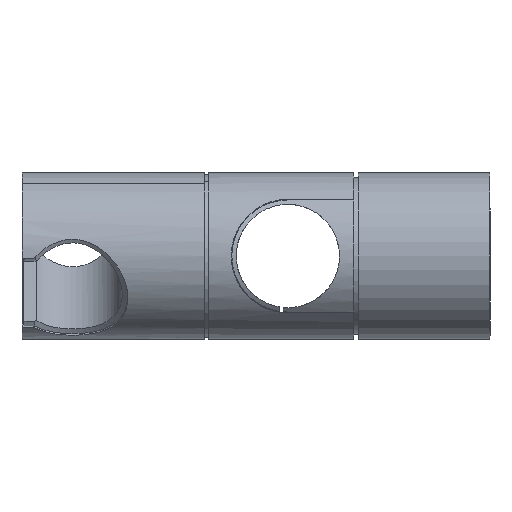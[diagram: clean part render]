
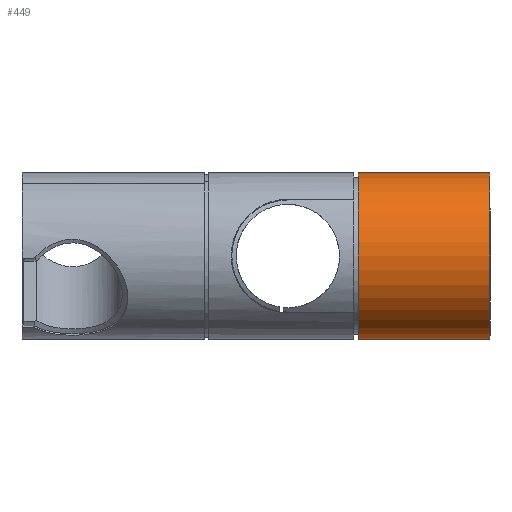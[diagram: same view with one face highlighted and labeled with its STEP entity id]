
A CAD part, front view. The second image highlights one B-rep face of the part: STEP entity #449.
In plain terms, the highlighted cylindrical face has radius 19 mm (diameter 38 mm), a partial arc.
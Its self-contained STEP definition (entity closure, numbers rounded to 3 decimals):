
#205 = DIRECTION ( 'NONE',  ( 0., 1., 0. ) ) ;
#449 = ADVANCED_FACE ( 'NONE', ( #2210 ), #3525, .T. ) ;
#529 = CIRCLE ( 'NONE', #992, 19. ) ;
#560 = CARTESIAN_POINT ( 'NONE',  ( 0., -30., 19. ) ) ;
#707 = CARTESIAN_POINT ( 'NONE',  ( 0., 0., 0. ) ) ;
#760 = CIRCLE ( 'NONE', #3116, 19. ) ;
#992 = AXIS2_PLACEMENT_3D ( 'NONE', #707, #1836, #1591 ) ;
#1062 = LINE ( 'NONE', #3489, #2503 ) ;
#1214 = EDGE_CURVE ( 'NONE', #2571, #2258, #760, .T. ) ;
#1350 = DIRECTION ( 'NONE',  ( 0., 1., 0. ) ) ;
#1396 = VECTOR ( 'NONE', #3443, 1000. ) ;
#1548 = ORIENTED_EDGE ( 'NONE', *, *, #2484, .F. ) ;
#1578 = DIRECTION ( 'NONE',  ( 0., 0., 1. ) ) ;
#1591 = DIRECTION ( 'NONE',  ( 0., 0., 1. ) ) ;
#1735 = EDGE_LOOP ( 'NONE', ( #2069, #2551, #1548, #2520 ) ) ;
#1836 = DIRECTION ( 'NONE',  ( 0., 1., 0. ) ) ;
#1843 = CARTESIAN_POINT ( 'NONE',  ( 0., -30., -19. ) ) ;
#1970 = EDGE_CURVE ( 'NONE', #2571, #3198, #1062, .T. ) ;
#2057 = LINE ( 'NONE', #1843, #1396 ) ;
#2069 = ORIENTED_EDGE ( 'NONE', *, *, #1214, .T. ) ;
#2170 = DIRECTION ( 'NONE',  ( 0., 1., 0. ) ) ;
#2210 = FACE_OUTER_BOUND ( 'NONE', #1735, .T. ) ;
#2253 = CARTESIAN_POINT ( 'NONE',  ( 0., -30., -19. ) ) ;
#2258 = VERTEX_POINT ( 'NONE', #2253 ) ;
#2301 = AXIS2_PLACEMENT_3D ( 'NONE', #2973, #1350, #2460 ) ;
#2398 = CARTESIAN_POINT ( 'NONE',  ( 0., -30., 0. ) ) ;
#2460 = DIRECTION ( 'NONE',  ( 0., 0., 1. ) ) ;
#2484 = EDGE_CURVE ( 'NONE', #3198, #3387, #529, .T. ) ;
#2503 = VECTOR ( 'NONE', #205, 1000. ) ;
#2520 = ORIENTED_EDGE ( 'NONE', *, *, #1970, .F. ) ;
#2551 = ORIENTED_EDGE ( 'NONE', *, *, #2933, .T. ) ;
#2571 = VERTEX_POINT ( 'NONE', #560 ) ;
#2573 = CARTESIAN_POINT ( 'NONE',  ( 0., 0., -19. ) ) ;
#2637 = CARTESIAN_POINT ( 'NONE',  ( 0., 0., 19. ) ) ;
#2933 = EDGE_CURVE ( 'NONE', #2258, #3387, #2057, .T. ) ;
#2973 = CARTESIAN_POINT ( 'NONE',  ( 0., -30., 0. ) ) ;
#3116 = AXIS2_PLACEMENT_3D ( 'NONE', #2398, #2170, #1578 ) ;
#3198 = VERTEX_POINT ( 'NONE', #2637 ) ;
#3387 = VERTEX_POINT ( 'NONE', #2573 ) ;
#3443 = DIRECTION ( 'NONE',  ( 0., 1., 0. ) ) ;
#3489 = CARTESIAN_POINT ( 'NONE',  ( 0., -30., 19. ) ) ;
#3525 = CYLINDRICAL_SURFACE ( 'NONE', #2301, 19. ) ;
